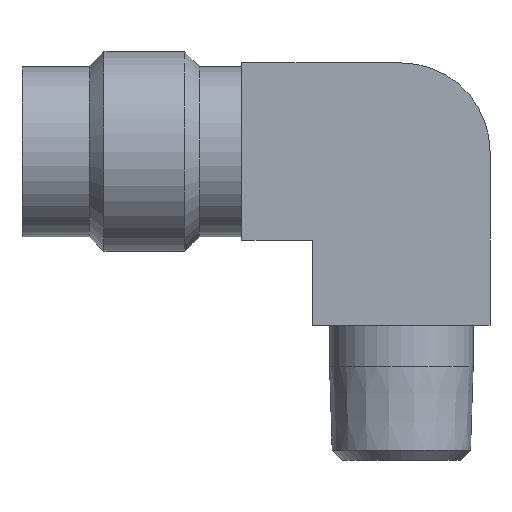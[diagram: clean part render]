
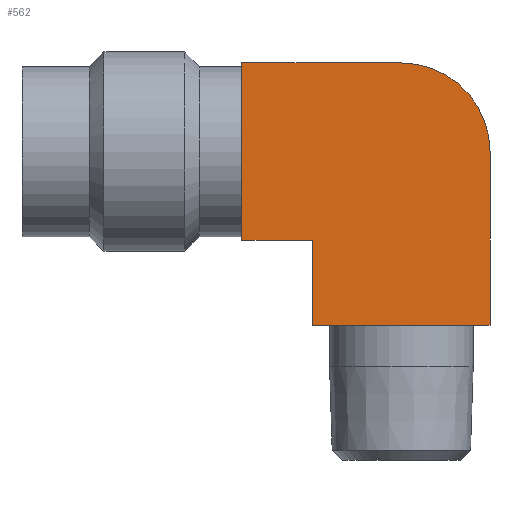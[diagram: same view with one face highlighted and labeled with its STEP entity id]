
A CAD part, front view. The second image highlights one B-rep face of the part: STEP entity #562.
In plain terms, the highlighted planar face has unit normal (0, -1, 0).
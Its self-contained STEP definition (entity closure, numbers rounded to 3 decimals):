
#237=CARTESIAN_POINT('POINT15',(27.178,-6.35,6.35));
#238=VERTEX_POINT('VERTEX15',#237);
#247=CARTESIAN_POINT('POINT17',(33.528,-6.35,0.));
#248=VERTEX_POINT('VERTEX17',#247);
#249=CARTESIAN_POINT('POS25',(27.178,-6.35,
   0.));
#250=DIRECTION('DIR38',(0.,-1.,
   0.));
#251=DIRECTION('DIR39',(1.,0.,
   0.));
#252=AXIS2_PLACEMENT_3D('AXIS14',#249,#250,#251);
#253=CIRCLE('ELLIPSE8',#252,6.35);
#254=EDGE_CURVE('EDGE26',#248,#238,#253,.T.);
#281=CARTESIAN_POINT('POINT20',(20.828,-6.35,-6.35));
#282=VERTEX_POINT('VERTEX20',#281);
#289=CARTESIAN_POINT('POINT21',(15.748,-6.35,-6.35));
#290=VERTEX_POINT('VERTEX21',#289);
#291=CARTESIAN_POINT('POS30',(15.748,-6.35,-6.35));
#292=DIRECTION('DIR46',(1.,0.,
   0.));
#293=VECTOR('VEC14',#292,25.4);
#294=LINE('STRAIGHT14',#291,#293);
#295=EDGE_CURVE('EDGE30',#290,#282,#294,.T.);
#323=CARTESIAN_POINT('POINT23',(15.748,-6.35,6.35));
#324=VERTEX_POINT('VERTEX23',#323);
#325=CARTESIAN_POINT('POS34',(15.748,-6.35,6.35));
#326=DIRECTION('DIR51',(0.,0.,
   -1.));
#327=VECTOR('VEC17',#326,25.4);
#328=LINE('STRAIGHT17',#325,#327);
#329=EDGE_CURVE('EDGE33',#324,#290,#328,.T.);
#355=CARTESIAN_POINT('POS38',(15.748,-6.35,6.35));
#356=DIRECTION('DIR56',(1.,0.,
   0.));
#357=VECTOR('VEC20',#356,25.4);
#358=LINE('STRAIGHT20',#355,#357);
#359=EDGE_CURVE('EDGE36',#324,#238,#358,.T.);
#461=CARTESIAN_POINT('POINT30',(33.528,-6.35,-12.446));
#462=VERTEX_POINT('VERTEX30',#461);
#478=CARTESIAN_POINT('POS51',(33.528,-6.35,0.));
#479=DIRECTION('DIR76',(0.,0.,-1.));
#480=VECTOR('VEC26',#479,25.4);
#481=LINE('STRAIGHT26',#478,#480);
#482=EDGE_CURVE('EDGE49',#248,#462,#481,.T.);
#521=CARTESIAN_POINT('POINT33',(20.828,-6.35,-12.446));
#522=VERTEX_POINT('VERTEX33',#521);
#529=CARTESIAN_POINT('POS57',(20.828,-6.35,0.));
#530=DIRECTION('DIR84',(0.,0.,-1.));
#531=VECTOR('VEC30',#530,25.4);
#532=LINE('STRAIGHT30',#529,#531);
#533=EDGE_CURVE('EDGE53',#282,#522,#532,.T.);
#543=ORIENTED_EDGE('COEDGE94',*,*,#359,.F.);
#544=ORIENTED_EDGE('COEDGE95',*,*,#329,.T.);
#545=ORIENTED_EDGE('COEDGE96',*,*,#295,.T.);
#546=ORIENTED_EDGE('COEDGE97',*,*,#533,.T.);
#547=CARTESIAN_POINT('POS59',(20.828,-6.35,-12.446));
#548=DIRECTION('DIR87',(1.,0.,0.));
#549=VECTOR('VEC31',#548,25.4);
#550=LINE('STRAIGHT31',#547,#549);
#551=EDGE_CURVE('EDGE54',#522,#462,#550,.T.);
#552=ORIENTED_EDGE('COEDGE98',*,*,#551,.T.);
#553=ORIENTED_EDGE('COEDGE99',*,*,#482,.F.);
#554=ORIENTED_EDGE('COEDGE100',*,*,#254,.T.);
#555=EDGE_LOOP('NONE',(#543,#544,#545,#546,#552,#553,#554));
#556=FACE_BOUND('LOOP1',#555,.T.);
#557=CARTESIAN_POINT('POS60',(15.748,-6.35,-6.35));
#558=DIRECTION('DIR88',(0.,-1.,0.));
#559=DIRECTION('DIR89',(1.,0.,0.));
#560=AXIS2_PLACEMENT_3D('AXIS29',#557,#558,#559);
#561=PLANE('PLANE8',#560);
#562=ADVANCED_FACE('FACE23',(#556),#561,.T.);
